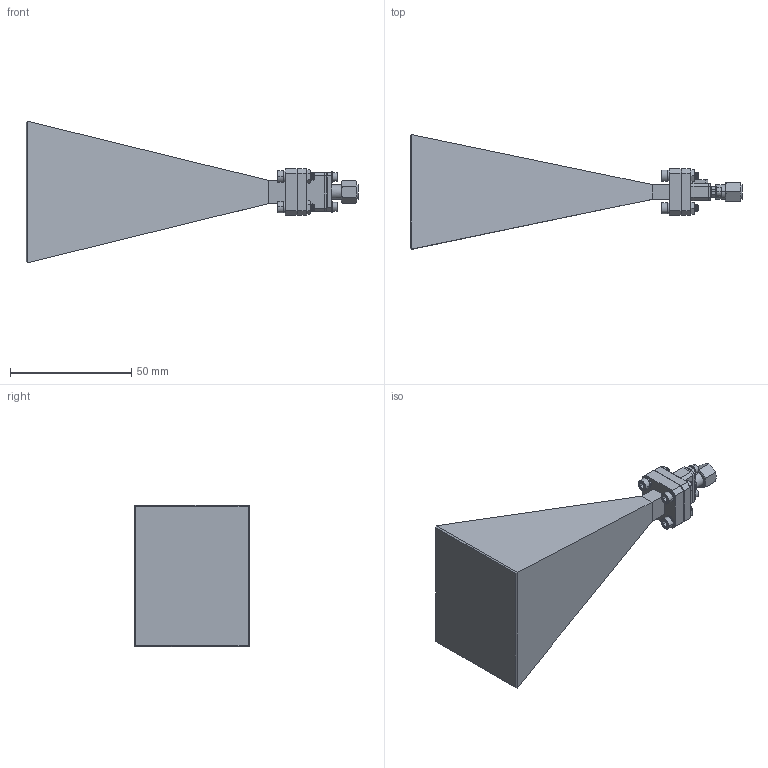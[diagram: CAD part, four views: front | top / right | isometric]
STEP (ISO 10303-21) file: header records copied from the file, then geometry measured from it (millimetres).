
FILE_DESCRIPTION (( 'STEP AP203' ), '1' );
FILE_NAME ('SAR-2309-28KM-E2.STEP', '2020-02-21T20:57:54', ( '' ), ( '' ), 'SwSTEP 2.0', 'SolidWorks 2020', '' );
FILE_SCHEMA (( 'CONFIG_CONTROL_DESIGN' ));
Length unit declared in the file: inch
Products named in the file (12): SAR-2309-28KM-E2; PHW-SCXXXX-Y_PHW-SC0450-1; PHW-LWXXXX-Y_PHW-LW0402-SC; PEP-CCVM12-H2; PHW-NTXXXX-1_PHW-NT0406-1; PHW-SSXXXX-Y DF_PHW-SS0006-1; DMWC-28-161-1,df_MALE; DMWC-28-363-1,df; DMAR-28-802-1, df; DMWC-28-361-1,df; PHW-SCXXXX-Y DF_PHW-SC0213-1; PHW-LWXXXX-Y_PHW-LW0202-1
Assembly tree (24 placements, depth 3):
  SAR-2309-28KM-E2
    DMAR-28-802-1, df
    DMWC-28-161-1,df_MALE
      DMWC-28-361-1,df
      DMWC-28-363-1,df
      PHW-LWXXXX-Y_PHW-LW0202-1  x2
      PHW-SCXXXX-Y DF_PHW-SC0213-1  x2
      PHW-SSXXXX-Y DF_PHW-SS0006-1  x3
      PEP-CCVM12-H2
    PHW-SCXXXX-Y_PHW-SC0450-1  x4
    PHW-LWXXXX-Y_PHW-LW0402-SC  x4
    PHW-NTXXXX-1_PHW-NT0406-1  x4
Bounding box: 136.91 x 47.26 x 58.4 mm (x, y, z)
Volume: 113537.1 mm3; surface area: 20543.9 mm2
Topology: 23 solids, 23 shells, 933 faces, 2268 edges, 1396 vertices
Faces by surface type: cylinder 456, plane 256, cone 213, bspline 8
Entity records: 14794 total; most frequent: CARTESIAN_POINT 4593, ORIENTED_EDGE 1824, DIRECTION 1748, EDGE_CURVE 912, AXIS2_PLACEMENT_3D 638, VERTEX_POINT 570, LINE 472, VECTOR 472
